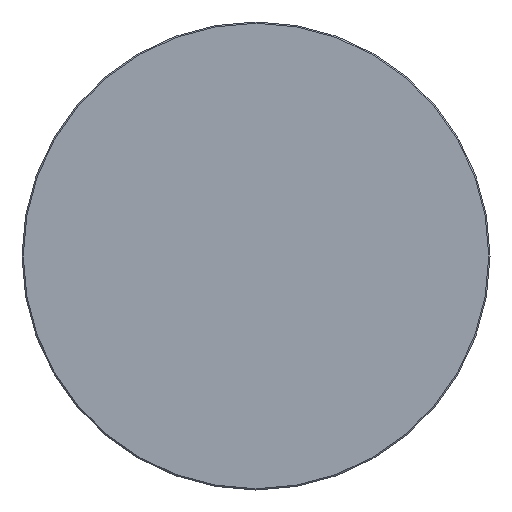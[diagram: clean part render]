
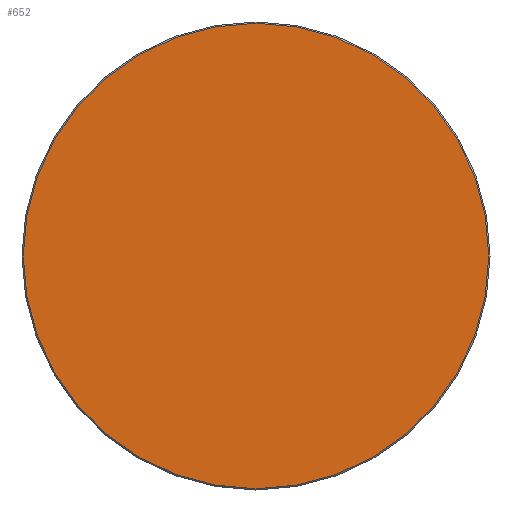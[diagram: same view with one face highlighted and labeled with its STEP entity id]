
A CAD part, left-side view. The second image highlights one B-rep face of the part: STEP entity #652.
In plain terms, the highlighted planar face has unit normal (-1, 0, 0).
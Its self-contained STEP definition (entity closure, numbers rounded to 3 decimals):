
#81 = CARTESIAN_POINT ( 'NONE',  ( 0., 0., -54.7 ) ) ;
#98 = VERTEX_POINT ( 'NONE', #613 ) ;
#192 = CARTESIAN_POINT ( 'NONE',  ( 0., 0., 0. ) ) ;
#201 = AXIS2_PLACEMENT_3D ( 'NONE', #744, #916, #756 ) ;
#225 = VERTEX_POINT ( 'NONE', #81 ) ;
#336 = EDGE_LOOP ( 'NONE', ( #711, #939 ) ) ;
#400 = AXIS2_PLACEMENT_3D ( 'NONE', #892, #429, #973 ) ;
#429 = DIRECTION ( 'NONE',  ( -1., 0., 0. ) ) ;
#475 = FACE_OUTER_BOUND ( 'NONE', #336, .T. ) ;
#613 = CARTESIAN_POINT ( 'NONE',  ( 0., 0., 54.7 ) ) ;
#650 = EDGE_CURVE ( 'NONE', #225, #98, #1008, .T. ) ;
#652 = ADVANCED_FACE ( 'NONE', ( #475 ), #997, .F. ) ;
#685 = DIRECTION ( 'NONE',  ( -1., 0., 0. ) ) ;
#699 = AXIS2_PLACEMENT_3D ( 'NONE', #192, #685, #974 ) ;
#711 = ORIENTED_EDGE ( 'NONE', *, *, #650, .T. ) ;
#744 = CARTESIAN_POINT ( 'NONE',  ( 0., 0., 0. ) ) ;
#756 = DIRECTION ( 'NONE',  ( 0., 0., -1. ) ) ;
#788 = EDGE_CURVE ( 'NONE', #98, #225, #1014, .T. ) ;
#892 = CARTESIAN_POINT ( 'NONE',  ( 0., 0., 0. ) ) ;
#916 = DIRECTION ( 'NONE',  ( 1., 0., 0. ) ) ;
#939 = ORIENTED_EDGE ( 'NONE', *, *, #788, .T. ) ;
#973 = DIRECTION ( 'NONE',  ( 0., 0., 1. ) ) ;
#974 = DIRECTION ( 'NONE',  ( 0., 0., 1. ) ) ;
#997 = PLANE ( 'NONE',  #201 ) ;
#1008 = CIRCLE ( 'NONE', #699, 54.7 ) ;
#1014 = CIRCLE ( 'NONE', #400, 54.7 ) ;
